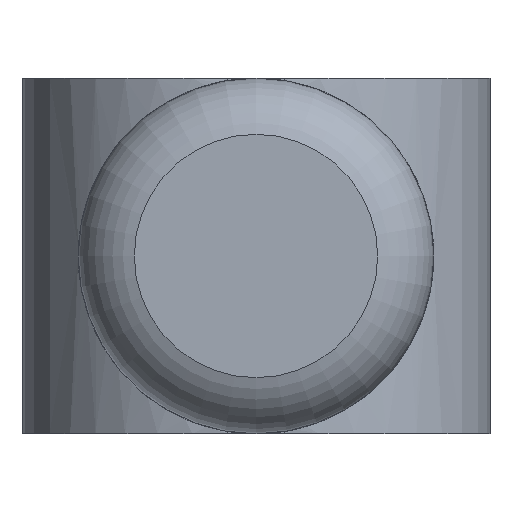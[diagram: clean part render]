
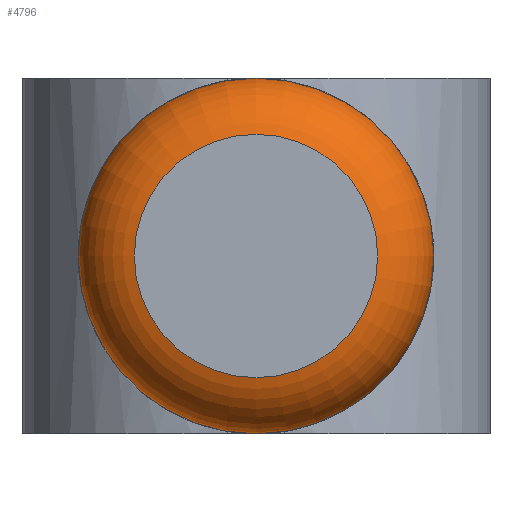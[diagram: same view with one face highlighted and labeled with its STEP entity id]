
A CAD part, left-side view. The second image highlights one B-rep face of the part: STEP entity #4796.
In plain terms, the highlighted toroidal (fillet/blend) face has major radius 5.5 mm and minor radius 4 mm.
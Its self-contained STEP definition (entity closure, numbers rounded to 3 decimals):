
#1308=TOROIDAL_SURFACE($,#5078,5.5,4.);
#1444=FACE_BOUND($,#1760,.T.);
#1484=FACE_OUTER_BOUND($,#1759,.T.);
#1759=EDGE_LOOP($,(#3322));
#1760=EDGE_LOOP($,(#3323));
#2070=CIRCLE($,#5076,6.5);
#2071=CIRCLE($,#5079,9.5);
#2095=VERTEX_POINT($,#6036);
#2096=VERTEX_POINT($,#6040);
#2588=EDGE_CURVE($,#2095,#2095,#2070,.T.);
#2589=EDGE_CURVE($,#2096,#2096,#2071,.T.);
#3322=ORIENTED_EDGE($,*,*,#2588,.T.);
#3323=ORIENTED_EDGE($,*,*,#2589,.T.);
#4796=ADVANCED_FACE($,(#1484,#1444),#1308,.T.);
#5076=AXIS2_PLACEMENT_3D($,#6037,#5251,#5252);
#5078=AXIS2_PLACEMENT_3D($,#6039,#5255,#5256);
#5079=AXIS2_PLACEMENT_3D($,#6041,#5257,#5258);
#5251=DIRECTION('center_axis',(1.,0.,0.));
#5252=DIRECTION('ref_axis',(0.,0.,-1.));
#5255=DIRECTION('center_axis',(1.,0.,0.));
#5256=DIRECTION('ref_axis',(0.,0.,-1.));
#5257=DIRECTION('center_axis',(-1.,0.,0.));
#5258=DIRECTION('ref_axis',(0.,0.,-1.));
#6036=CARTESIAN_POINT('',(-41.123,0.,6.5));
#6037=CARTESIAN_POINT('Origin',(-41.123,0.,
0.));
#6039=CARTESIAN_POINT('Origin',(-37.25,0.,0.));
#6040=CARTESIAN_POINT('',(-37.25,0.,9.5));
#6041=CARTESIAN_POINT('Origin',(-37.25,0.,0.));
